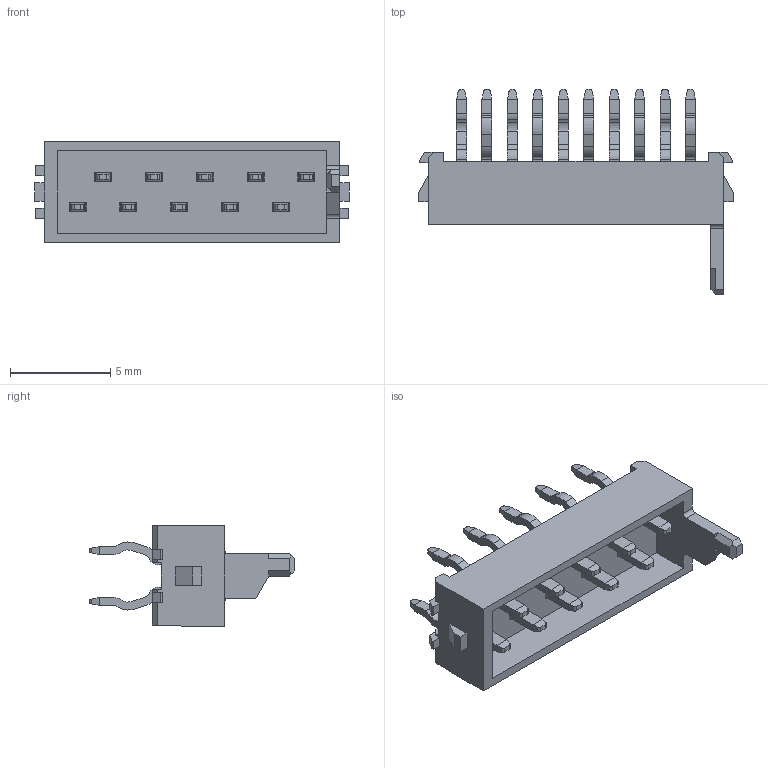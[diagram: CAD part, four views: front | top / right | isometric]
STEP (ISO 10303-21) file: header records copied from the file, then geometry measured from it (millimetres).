
FILE_DESCRIPTION(/* description */ (''),/* implementation_level */ '2;1');
FILE_NAME(/* name */ '699-7-10-0.stp',/* time_stamp */ '2026-02-24T11:57:38+01:00',/* author */ ('Andreas.Larin'),/* organization */ (''),/* preprocessor_version */ 'ST-DEVELOPER v20',/* originating_system */ 'Autodesk Inventor 2025',/* authorisation */ '');
FILE_SCHEMA (('AUTOMOTIVE_DESIGN { 1 0 10303 214 3 1 1 }'));
Length unit declared in the file: millimetre
Products named in the file (3): 699-7-10-0; 699-Body1; 699-Body2
Assembly tree (11 placements, depth 2):
  699-7-10-0
    699-Body1
    699-Body2  x10
Bounding box: 15.7 x 10.25 x 5 mm (x, y, z)
Volume: 145.9 mm3; surface area: 565.9 mm2
Topology: 11 solids, 11 shells, 744 faces, 2085 edges, 1363 vertices
Faces by surface type: plane 522, cylinder 222
Entity records: 8036 total; most frequent: CARTESIAN_POINT 1416, ORIENTED_EDGE 1398, DIRECTION 1255, EDGE_CURVE 699, LINE 651, VECTOR 651, VERTEX_POINT 463, AXIS2_PLACEMENT_3D 302
